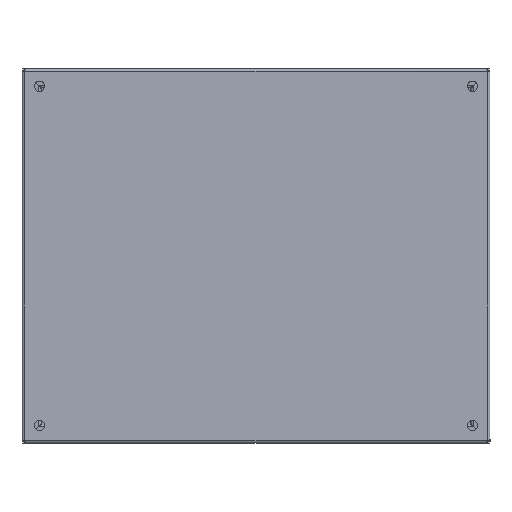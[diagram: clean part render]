
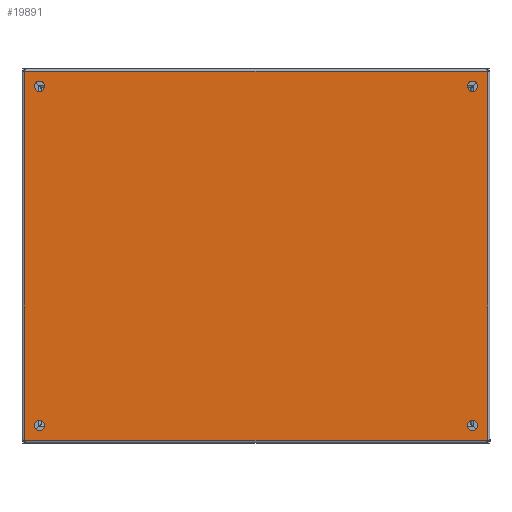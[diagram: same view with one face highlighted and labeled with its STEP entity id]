
A CAD part, top view. The second image highlights one B-rep face of the part: STEP entity #19891.
In plain terms, the highlighted face is planar.
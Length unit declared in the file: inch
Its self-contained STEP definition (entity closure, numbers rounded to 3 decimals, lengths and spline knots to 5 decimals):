
#15014=CARTESIAN_POINT('',(0.53125,0.75,0.0));
#15015=VERTEX_POINT('',#15014);
#15016=CARTESIAN_POINT('',(0.75,0.75,0.0));
#15017=DIRECTION('',(0.0,0.0,1.0));
#15018=DIRECTION('',(1.0,0.0,0.0));
#15019=AXIS2_PLACEMENT_3D('',#15016,#15017,#15018);
#15020=CIRCLE('',#15019,0.21875);
#15021=EDGE_CURVE('',#15015,#15015,#15020,.T.);
#15042=CARTESIAN_POINT('',(19.03125,0.75,0.0));
#15043=VERTEX_POINT('',#15042);
#15044=CARTESIAN_POINT('',(19.25,0.75,0.0));
#15045=DIRECTION('',(0.0,0.0,1.0));
#15046=DIRECTION('',(1.0,0.0,0.0));
#15047=AXIS2_PLACEMENT_3D('',#15044,#15045,#15046);
#15048=CIRCLE('',#15047,0.21875);
#15049=EDGE_CURVE('',#15043,#15043,#15048,.T.);
#15070=CARTESIAN_POINT('',(0.53125,15.25,0.0));
#15071=VERTEX_POINT('',#15070);
#15072=CARTESIAN_POINT('',(0.75,15.25,0.0));
#15073=DIRECTION('',(0.0,0.0,1.0));
#15074=DIRECTION('',(1.0,0.0,0.0));
#15075=AXIS2_PLACEMENT_3D('',#15072,#15073,#15074);
#15076=CIRCLE('',#15075,0.21875);
#15077=EDGE_CURVE('',#15071,#15071,#15076,.T.);
#15098=CARTESIAN_POINT('',(19.03125,15.25,0.0));
#15099=VERTEX_POINT('',#15098);
#15100=CARTESIAN_POINT('',(19.25,15.25,0.0));
#15101=DIRECTION('',(0.0,0.0,1.0));
#15102=DIRECTION('',(1.0,0.0,0.0));
#15103=AXIS2_PLACEMENT_3D('',#15100,#15101,#15102);
#15104=CIRCLE('',#15103,0.21875);
#15105=EDGE_CURVE('',#15099,#15099,#15104,.T.);
#18669=CARTESIAN_POINT('',(19.89475,15.88277,0.0));
#18670=VERTEX_POINT('',#18669);
#18767=CARTESIAN_POINT('',(19.89475,0.11723,0.0));
#18768=VERTEX_POINT('',#18767);
#18811=CARTESIAN_POINT('',(19.89475,15.88277,0.0));
#18812=DIRECTION('',(0.0,-1.0,0.0));
#18813=VECTOR('',#18812,15.76553);
#18814=LINE('',#18811,#18813);
#18815=EDGE_CURVE('',#18670,#18768,#18814,.T.);
#18986=CARTESIAN_POINT('',(0.11723,15.89475,0.0));
#18987=VERTEX_POINT('',#18986);
#19084=CARTESIAN_POINT('',(19.88277,15.89475,0.0));
#19085=VERTEX_POINT('',#19084);
#19128=CARTESIAN_POINT('',(0.11723,15.89475,0.0));
#19129=DIRECTION('',(1.0,0.0,0.0));
#19130=VECTOR('',#19129,19.76553);
#19131=LINE('',#19128,#19130);
#19132=EDGE_CURVE('',#18987,#19085,#19131,.T.);
#19299=CARTESIAN_POINT('',(0.10525,0.11723,0.0));
#19300=VERTEX_POINT('',#19299);
#19397=CARTESIAN_POINT('',(0.10525,15.88277,0.0));
#19398=VERTEX_POINT('',#19397);
#19441=CARTESIAN_POINT('',(0.10525,0.11723,0.0));
#19442=DIRECTION('',(0.0,1.0,0.0));
#19443=VECTOR('',#19442,15.76553);
#19444=LINE('',#19441,#19443);
#19445=EDGE_CURVE('',#19300,#19398,#19444,.T.);
#19612=CARTESIAN_POINT('',(19.88277,0.10525,0.0));
#19613=VERTEX_POINT('',#19612);
#19668=CARTESIAN_POINT('',(0.11723,0.10525,0.0));
#19669=VERTEX_POINT('',#19668);
#19683=CARTESIAN_POINT('',(19.88277,0.10525,0.0));
#19684=DIRECTION('',(-1.0,0.0,0.0));
#19685=VECTOR('',#19684,19.76553);
#19686=LINE('',#19683,#19685);
#19687=EDGE_CURVE('',#19613,#19669,#19686,.T.);
#19778=CARTESIAN_POINT('',(0.06211,0.06211,0.0));
#19779=DIRECTION('',(0.0,0.0,1.0));
#19780=DIRECTION('',(1.0,0.0,0.0));
#19781=AXIS2_PLACEMENT_3D('',#19778,#19779,#19780);
#19782=CIRCLE('',#19781,0.07);
#19783=EDGE_CURVE('',#19669,#19300,#19782,.T.);
#19840=CARTESIAN_POINT('',(19.93789,0.06211,0.0));
#19841=DIRECTION('',(0.0,0.0,1.0));
#19842=DIRECTION('',(1.0,0.0,0.0));
#19843=AXIS2_PLACEMENT_3D('',#19840,#19841,#19842);
#19844=CIRCLE('',#19843,0.07);
#19845=EDGE_CURVE('',#18768,#19613,#19844,.T.);
#19852=CARTESIAN_POINT('',(10.0,8.0,0.0));
#19853=DIRECTION('',(0.0,0.0,1.0));
#19854=DIRECTION('',(1.0,0.0,0.0));
#19855=AXIS2_PLACEMENT_3D('',#19852,#19853,#19854);
#19856=PLANE('',#19855);
#19857=ORIENTED_EDGE('',*,*,#19687,.T.);
#19858=ORIENTED_EDGE('',*,*,#19783,.T.);
#19859=ORIENTED_EDGE('',*,*,#19445,.T.);
#19860=CARTESIAN_POINT('',(0.06211,15.93789,0.0));
#19861=DIRECTION('',(0.0,0.0,1.0));
#19862=DIRECTION('',(1.0,0.0,0.0));
#19863=AXIS2_PLACEMENT_3D('',#19860,#19861,#19862);
#19864=CIRCLE('',#19863,0.07);
#19865=EDGE_CURVE('',#19398,#18987,#19864,.T.);
#19866=ORIENTED_EDGE('',*,*,#19865,.T.);
#19867=ORIENTED_EDGE('',*,*,#19132,.T.);
#19868=CARTESIAN_POINT('',(19.93789,15.93789,0.0));
#19869=DIRECTION('',(0.0,0.0,1.0));
#19870=DIRECTION('',(1.0,0.0,0.0));
#19871=AXIS2_PLACEMENT_3D('',#19868,#19869,#19870);
#19872=CIRCLE('',#19871,0.07);
#19873=EDGE_CURVE('',#19085,#18670,#19872,.T.);
#19874=ORIENTED_EDGE('',*,*,#19873,.T.);
#19875=ORIENTED_EDGE('',*,*,#18815,.T.);
#19876=ORIENTED_EDGE('',*,*,#19845,.T.);
#19877=EDGE_LOOP('',(#19857,#19858,#19859,#19866,#19867,#19874,#19875,#19876));
#19878=FACE_OUTER_BOUND('',#19877,.T.);
#19879=ORIENTED_EDGE('',*,*,#15021,.T.);
#19880=EDGE_LOOP('',(#19879));
#19881=FACE_BOUND('',#19880,.T.);
#19882=ORIENTED_EDGE('',*,*,#15049,.T.);
#19883=EDGE_LOOP('',(#19882));
#19884=FACE_BOUND('',#19883,.T.);
#19885=ORIENTED_EDGE('',*,*,#15077,.T.);
#19886=EDGE_LOOP('',(#19885));
#19887=FACE_BOUND('',#19886,.T.);
#19888=ORIENTED_EDGE('',*,*,#15105,.T.);
#19889=EDGE_LOOP('',(#19888));
#19890=FACE_BOUND('',#19889,.T.);
#19891=ADVANCED_FACE('',(#19878,#19881,#19884,#19887,#19890),#19856,.F.);
